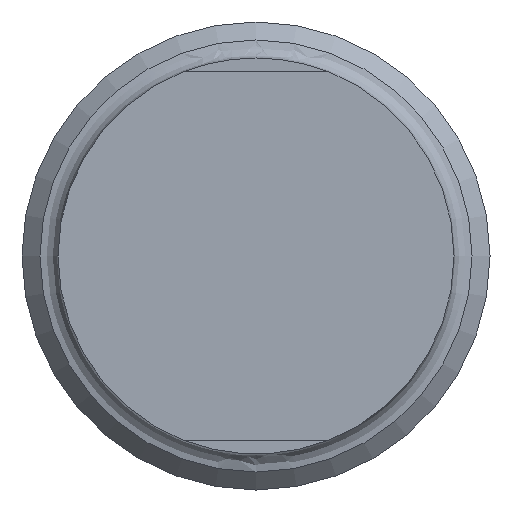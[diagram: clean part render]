
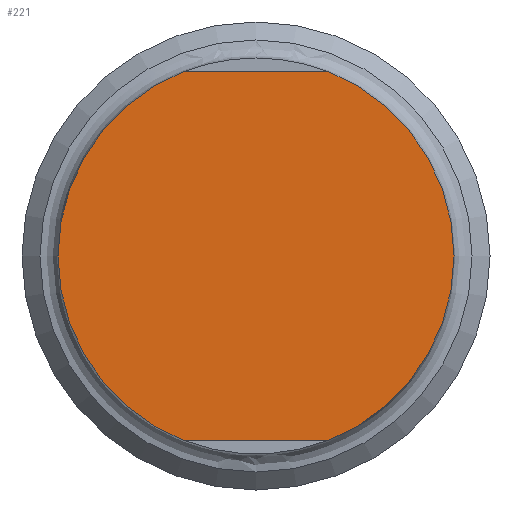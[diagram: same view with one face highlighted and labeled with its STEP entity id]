
A CAD part, left-side view. The second image highlights one B-rep face of the part: STEP entity #221.
In plain terms, the highlighted planar face has unit normal (-1, 0, 0).
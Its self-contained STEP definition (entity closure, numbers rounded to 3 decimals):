
#83=CARTESIAN_POINT('',(0.,7.984,20.5));
#84=VERTEX_POINT('',#83);
#91=CARTESIAN_POINT('',(0.,-7.984,20.5));
#92=VERTEX_POINT('',#91);
#93=CARTESIAN_POINT('',(0.,-7.984,20.5));
#94=DIRECTION('',(0.0,1.0,0.0));
#95=VECTOR('',#94,15.969);
#96=LINE('',#93,#95);
#97=EDGE_CURVE('',#92,#84,#96,.T.);
#139=CARTESIAN_POINT('',(0.,-7.984,-20.5));
#140=VERTEX_POINT('',#139);
#147=CARTESIAN_POINT('',(0.,7.984,-20.5));
#148=VERTEX_POINT('',#147);
#149=CARTESIAN_POINT('',(0.,7.984,-20.5));
#150=DIRECTION('',(0.0,-1.0,0.0));
#151=VECTOR('',#150,15.969);
#152=LINE('',#149,#151);
#153=EDGE_CURVE('',#148,#140,#152,.T.);
#186=CARTESIAN_POINT('',(0.,0.0,0.0));
#187=DIRECTION('',(1.0,0.0,0.0));
#188=DIRECTION('',(0.0,1.0,0.0));
#189=AXIS2_PLACEMENT_3D('',#186,#187,#188);
#190=CIRCLE('',#189,22.0);
#191=EDGE_CURVE('',#92,#140,#190,.T.);
#204=CARTESIAN_POINT('',(0.,11.0,0.0));
#205=DIRECTION('',(-1.0,0.0,0.0));
#206=DIRECTION('',(0.0,0.0,1.0));
#207=AXIS2_PLACEMENT_3D('',#204,#205,#206);
#208=PLANE('',#207);
#209=ORIENTED_EDGE('',*,*,#97,.T.);
#210=CARTESIAN_POINT('',(0.,0.0,0.0));
#211=DIRECTION('',(1.0,0.0,0.0));
#212=DIRECTION('',(0.0,1.0,0.0));
#213=AXIS2_PLACEMENT_3D('',#210,#211,#212);
#214=CIRCLE('',#213,22.0);
#215=EDGE_CURVE('',#148,#84,#214,.T.);
#216=ORIENTED_EDGE('',*,*,#215,.F.);
#217=ORIENTED_EDGE('',*,*,#153,.T.);
#218=ORIENTED_EDGE('',*,*,#191,.F.);
#219=EDGE_LOOP('',(#209,#216,#217,#218));
#220=FACE_OUTER_BOUND('',#219,.T.);
#221=ADVANCED_FACE('',(#220),#208,.T.);
